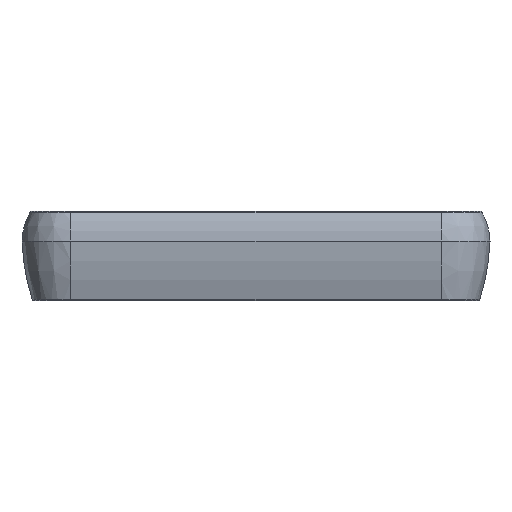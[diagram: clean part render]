
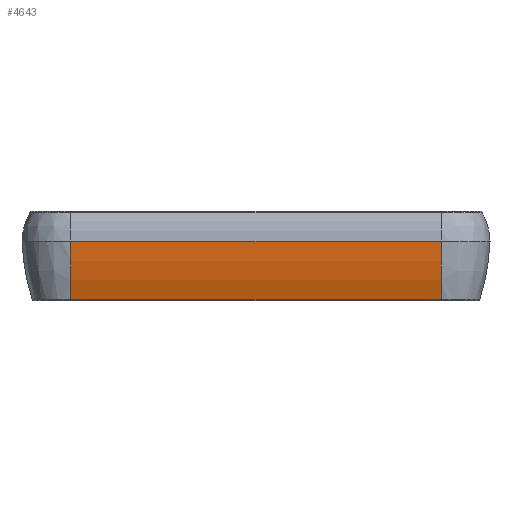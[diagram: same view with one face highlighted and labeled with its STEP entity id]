
A CAD part, left-side view. The second image highlights one B-rep face of the part: STEP entity #4643.
In plain terms, the highlighted cylindrical face has radius 25 mm (diameter 50 mm), a partial arc.
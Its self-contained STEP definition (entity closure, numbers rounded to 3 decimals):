
#689=CARTESIAN_POINT('',(-23.041,-10.249,-6.862));
#690=VERTEX_POINT('',#689);
#698=CARTESIAN_POINT('',(-23.041,33.381,-6.862));
#699=VERTEX_POINT('',#698);
#700=CARTESIAN_POINT('',(-23.041,-10.249,-6.862));
#701=DIRECTION('',(0.0,1.0,0.0));
#702=VECTOR('',#701,43.63);
#703=LINE('',#700,#702);
#704=EDGE_CURVE('',#690,#699,#703,.T.);
#3293=CARTESIAN_POINT('',(-24.245,33.381,-0.006));
#3294=VERTEX_POINT('',#3293);
#3295=CARTESIAN_POINT('',(0.74,33.381,0.85));
#3296=DIRECTION('',(0.,-1.0,0.));
#3297=DIRECTION('',(-0.949,0.,-0.314));
#3298=AXIS2_PLACEMENT_3D('',#3295,#3296,#3297);
#3299=CIRCLE('',#3298,25.);
#3300=EDGE_CURVE('',#3294,#699,#3299,.T.);
#3893=CARTESIAN_POINT('',(-24.245,-10.249,-0.006));
#3894=VERTEX_POINT('',#3893);
#3945=CARTESIAN_POINT('',(-24.245,33.381,-0.006));
#3946=DIRECTION('',(0.,-1.0,0.));
#3947=VECTOR('',#3946,43.63);
#3948=LINE('',#3945,#3947);
#3949=EDGE_CURVE('',#3294,#3894,#3948,.T.);
#4326=CARTESIAN_POINT('',(0.74,-10.249,0.85));
#4327=DIRECTION('',(0.,1.0,0.));
#4328=DIRECTION('',(-0.949,0.,-0.314));
#4329=AXIS2_PLACEMENT_3D('',#4326,#4327,#4328);
#4330=CIRCLE('',#4329,25.);
#4331=EDGE_CURVE('',#690,#3894,#4330,.T.);
#4632=CARTESIAN_POINT('',(0.74,-10.249,0.85));
#4633=DIRECTION('',(0.,1.0,0.0));
#4634=DIRECTION('',(-0.949,0.,-0.314));
#4635=AXIS2_PLACEMENT_3D('',#4632,#4633,#4634);
#4636=CYLINDRICAL_SURFACE('',#4635,25.);
#4637=ORIENTED_EDGE('',*,*,#704,.F.);
#4638=ORIENTED_EDGE('',*,*,#4331,.T.);
#4639=ORIENTED_EDGE('',*,*,#3949,.F.);
#4640=ORIENTED_EDGE('',*,*,#3300,.T.);
#4641=EDGE_LOOP('',(#4637,#4638,#4639,#4640));
#4642=FACE_OUTER_BOUND('',#4641,.T.);
#4643=ADVANCED_FACE('',(#4642),#4636,.T.);
